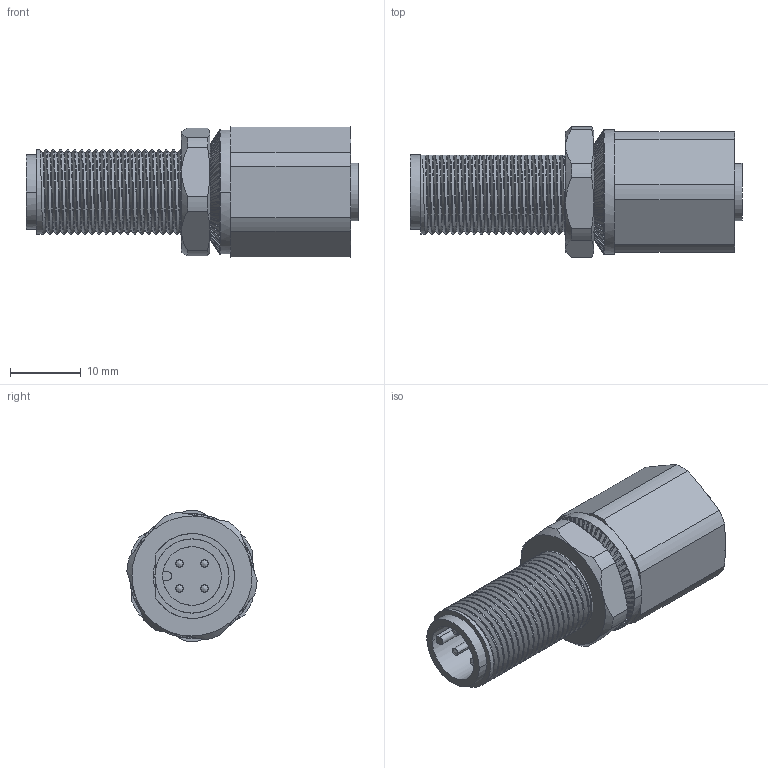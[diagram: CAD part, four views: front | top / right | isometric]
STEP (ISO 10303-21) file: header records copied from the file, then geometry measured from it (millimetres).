
FILE_DESCRIPTION (( 'STEP AP203' ), '1' );
FILE_NAME ('P251.STEP', '2020-03-31T06:36:43', ( 'edpusr' ), ( 'Microsoft' ), 'SwSTEP 2.0', 'SolidWorks 2015', '' );
FILE_SCHEMA (( 'CONFIG_CONTROL_DESIGN' ));
Products named in the file (1): P251
Bounding box: 47 x 18.46 x 18.49 mm (x, y, z)
Volume: 7233.3 mm3; surface area: 5573.8 mm2
Topology: 3 solids, 4 shells, 592 faces, 1550 edges, 973 vertices
Faces by surface type: cone 273, bspline 192, cylinder 72, plane 51, torus 4
Entity records: 69015 total; most frequent: CARTESIAN_POINT 56417, ORIENTED_EDGE 3080, DIRECTION 2035, EDGE_CURVE 1540, VERTEX_POINT 973, AXIS2_PLACEMENT_3D 905, B_SPLINE_CURVE_WITH_KNOTS 682, EDGE_LOOP 613
